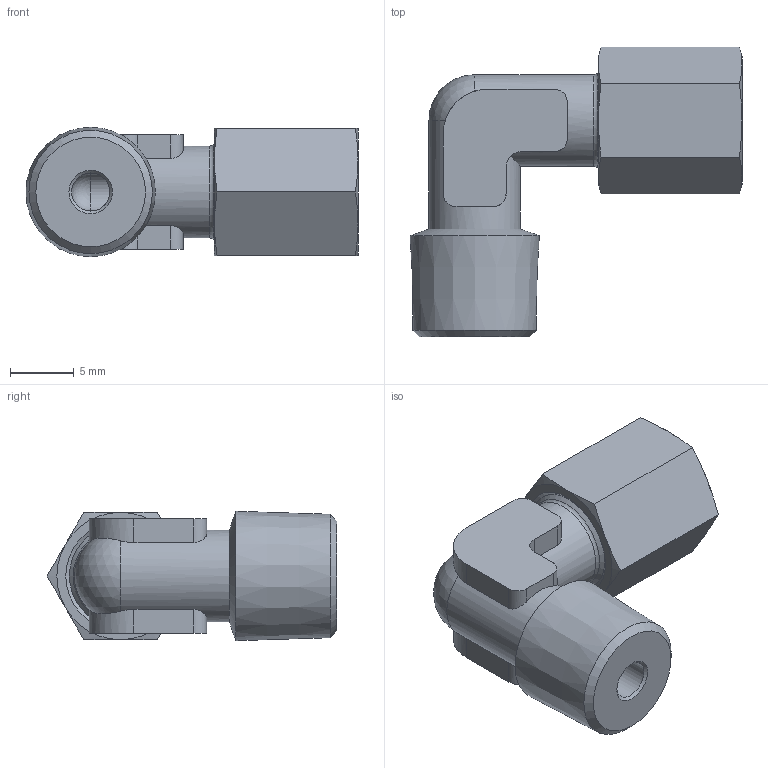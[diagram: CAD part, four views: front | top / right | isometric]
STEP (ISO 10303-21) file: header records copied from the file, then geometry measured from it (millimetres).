
FILE_DESCRIPTION(( 'OX.16.04.18.stp' ), '1');
FILE_NAME( 'OX.16.04.18.stp', '2021-03-02T09:20:12',( 'Sopra'),('sopra-pneumatic.com'), 'SwSTEP 2.0','SolidWorks 2009','' );
FILE_SCHEMA( ( 'CONFIG_CONTROL_DESIGN' ) );
Length unit declared in the file: millimetre
Products named in the file (1): _WEV-04LLNPT 1.8 708.2402.060.10
Bounding box: 26.08 x 22.77 x 10.16 mm (x, y, z)
Volume: 2178.2 mm3; surface area: 1747.4 mm2
Topology: 1 solids, 1 shells, 63 faces, 157 edges, 97 vertices
Faces by surface type: plane 24, cone 19, cylinder 17, sphere 2, torus 1
Full cylindrical faces by diameter (mm): 3 x2, 4 x1, 7.2 x2
Entity records: 1936 total; most frequent: CARTESIAN_POINT 512, ORIENTED_EDGE 280, DIRECTION 274, EDGE_CURVE 140, AXIS2_PLACEMENT_3D 112, VERTEX_POINT 94, EDGE_LOOP 80, FACE_OUTER_BOUND 69
